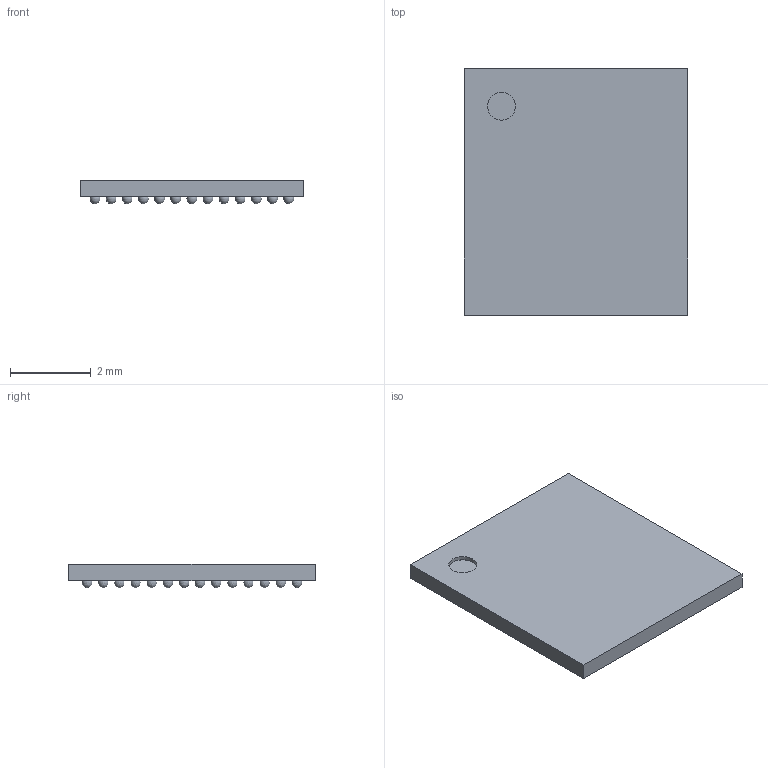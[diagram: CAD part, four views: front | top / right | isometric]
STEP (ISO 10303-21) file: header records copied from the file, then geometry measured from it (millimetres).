
FILE_DESCRIPTION(/* description */ (''),/* implementation_level */ '2;1');
FILE_NAME(/* name */ 'ST_WLCSP-180_Die451-3D.step',/* time_stamp */ '2022-02-17T11:46:06+02:00',/* author */ (''),/* organization */ (''),/* preprocessor_version */ 'ST-DEVELOPER v18.1',/* originating_system */ 'Autodesk Translation Framework v10.13.0.1454',/* authorisation */ '');
FILE_SCHEMA (('AUTOMOTIVE_DESIGN { 1 0 10303 214 3 1 1 }'));
Length unit declared in the file: millimetre
Products named in the file (6): (Unsaved); 6212993344; Open_CASCADE_STEP_translator_6.8_2.1; Body; Open_CASCADE_STEP_translator_6.8_2.2.1; ball
Assembly tree (184 placements, depth 4):
  (Unsaved)
    6212993344
      Open_CASCADE_STEP_translator_6.8_2.1
      Body
        Open_CASCADE_STEP_translator_6.8_2.2.1
      ball  x180
Bounding box: 5.54 x 6.1 x 0.58 mm (x, y, z)
Volume: 15.3 mm3; surface area: 113.1 mm2
Topology: 181 solids, 182 shells, 189 faces, 556 edges, 371 vertices
Faces by surface type: sphere 180, plane 8, cylinder 1
Full cylindrical faces by diameter (mm): 0.693 x1
Entity records: 1855 total; most frequent: DIRECTION 421, CARTESIAN_POINT 230, AXIS2_PLACEMENT_3D 204, PRODUCT_DEFINITION_SHAPE 190, ITEM_DEFINED_TRANSFORMATION 184, CONTEXT_DEPENDENT_SHAPE_REPRESENTATION 184, NEXT_ASSEMBLY_USAGE_OCCURRENCE 184, ORIENTED_EDGE 33
